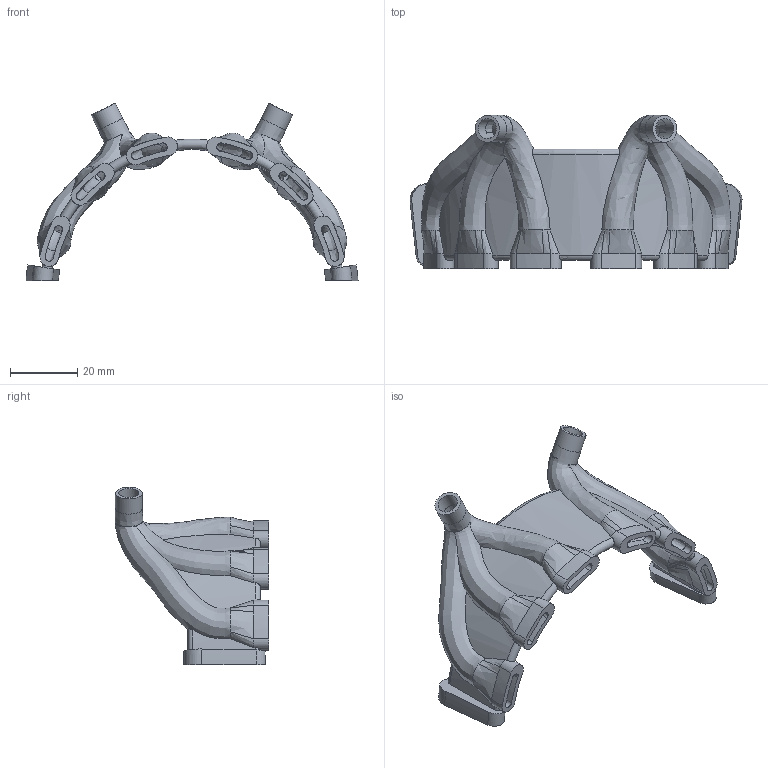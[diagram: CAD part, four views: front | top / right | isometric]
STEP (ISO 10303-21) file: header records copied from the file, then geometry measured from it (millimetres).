
FILE_DESCRIPTION(/* description */ (''),/* implementation_level */ '2;1');
FILE_NAME(/* name */ 'ePic-L0_AirCooling-hSide.v8-PEEK.stp',/* time_stamp */ '2025-05-13T14:23:21+02:00',/* author */ (''),/* organization */ (''),/* preprocessor_version */ 'ST-DEVELOPER v19.4',/* originating_system */ 'SIEMENS PLM Software NX2306.5001',/* authorisation */ '');
FILE_SCHEMA (('AP203_CONFIGURATION_CONTROLLED_3D_DESIGN_OF_MECHANICAL_PARTS_AND_ASSEMBLIES_MIM_LF { 1 0 10303 403 2 1 2}'));
Length unit declared in the file: millimetre
Products named in the file (1): ePic-L0_AirCooling-hSide.v8_objects
Bounding box: 98.41 x 45.58 x 52.68 mm (x, y, z)
Volume: 17555 mm3; surface area: 18027.4 mm2
Topology: 1 solids, 1 shells, 170 faces, 494 edges, 324 vertices
Faces by surface type: bspline 72, cylinder 60, torus 16, plane 12, extrusion 6, cone 4
Full cylindrical faces by diameter (mm): 6 x2, 8 x2
Entity records: 19032 total; most frequent: CARTESIAN_POINT 15399, ORIENTED_EDGE 908, DIRECTION 500, EDGE_CURVE 454, VERTEX_POINT 304, AXIS2_PLACEMENT_3D 207, EDGE_LOOP 200, B_SPLINE_CURVE_WITH_KNOTS 198
